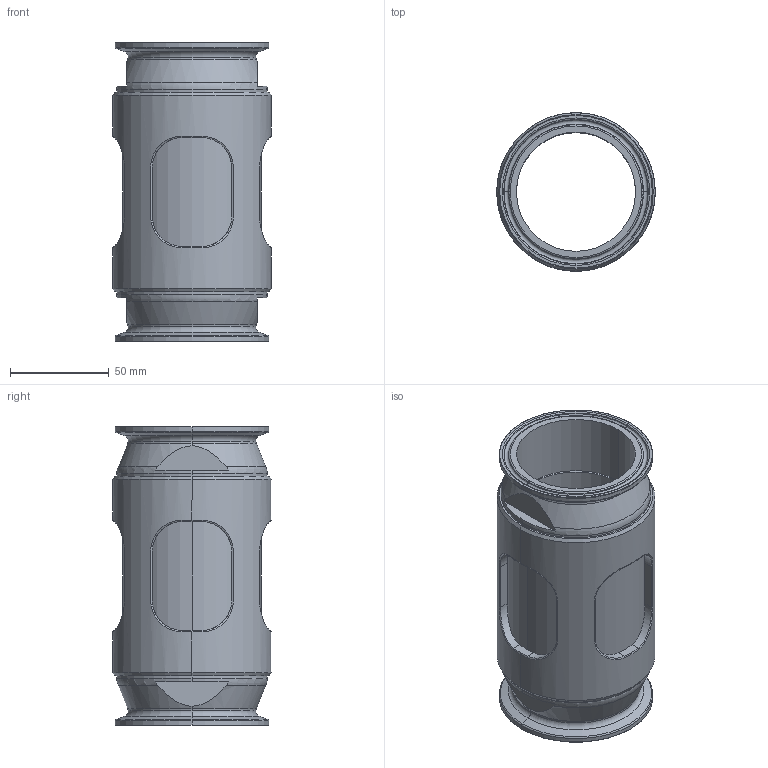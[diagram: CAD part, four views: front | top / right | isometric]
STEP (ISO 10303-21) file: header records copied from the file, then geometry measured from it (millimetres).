
FILE_DESCRIPTION (( 'STEP AP214' ), '1' );
FILE_NAME ('SG.SV.250.STEP', '2020-03-30T12:33:59', ( '' ), ( '' ), 'SwSTEP 2.0', 'SolidWorks 2019', '' );
FILE_SCHEMA (( 'AUTOMOTIVE_DESIGN' ));
Length unit declared in the file: millimetre
Products named in the file (1): SG.SV.250
Bounding box: 80 x 80 x 151 mm (x, y, z)
Volume: 225433.5 mm3; surface area: 117820.3 mm2
Topology: 4 solids, 4 shells, 168 faces, 392 edges, 234 vertices
Faces by surface type: plane 46, cylinder 44, torus 32, cone 30, bspline 16
Entity records: 12511 total; most frequent: CARTESIAN_POINT 8625, ORIENTED_EDGE 784, DIRECTION 784, EDGE_CURVE 392, AXIS2_PLACEMENT_3D 335, VERTEX_POINT 234, EDGE_LOOP 186, CIRCLE 182
